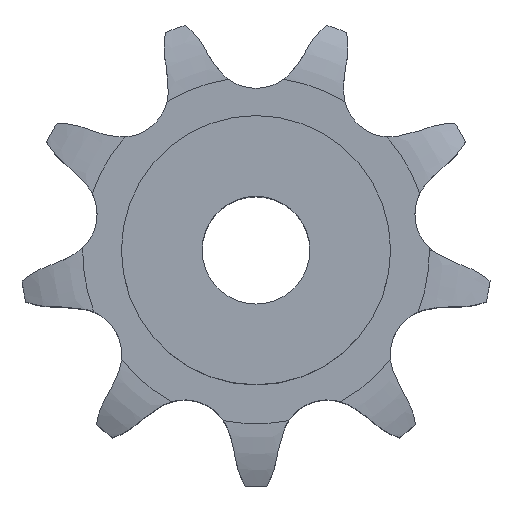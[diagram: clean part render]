
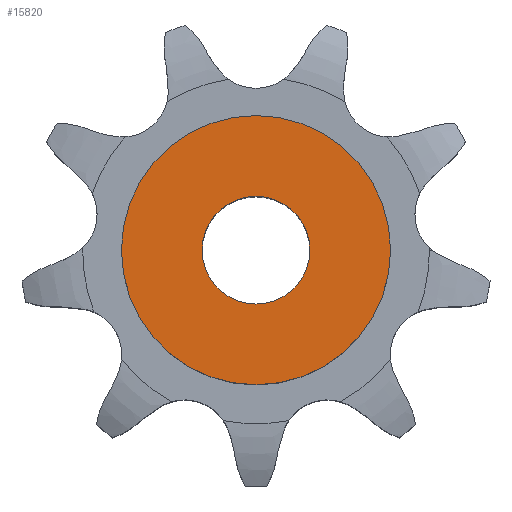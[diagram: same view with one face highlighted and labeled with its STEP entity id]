
A CAD part, top view. The second image highlights one B-rep face of the part: STEP entity #15820.
In plain terms, the highlighted planar face has unit normal (0, 0, 1).
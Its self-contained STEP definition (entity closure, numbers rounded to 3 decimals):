
#8586 = CYLINDRICAL_SURFACE('',#8587,6.);
#8587 = AXIS2_PLACEMENT_3D('',#8588,#8589,#8590);
#8588 = CARTESIAN_POINT('',(0.,0.,97.69));
#8589 = DIRECTION('',(0.,0.,1.));
#8590 = DIRECTION('',(1.,0.,0.));
#10843 = EDGE_CURVE('',#10844,#10844,#10846,.T.);
#10844 = VERTEX_POINT('',#10845);
#10845 = CARTESIAN_POINT('',(6.,0.,40.));
#10846 = SURFACE_CURVE('',#10847,(#10852,#10859),.PCURVE_S1.);
#10847 = CIRCLE('',#10848,6.);
#10848 = AXIS2_PLACEMENT_3D('',#10849,#10850,#10851);
#10849 = CARTESIAN_POINT('',(0.,0.,40.));
#10850 = DIRECTION('',(0.,0.,1.));
#10851 = DIRECTION('',(1.,0.,0.));
#10852 = PCURVE('',#8586,#10853);
#10853 = DEFINITIONAL_REPRESENTATION('',(#10854),#10858);
#10854 = LINE('',#10855,#10856);
#10855 = CARTESIAN_POINT('',(0.,-57.69));
#10856 = VECTOR('',#10857,1.);
#10857 = DIRECTION('',(1.,0.));
#10858 = ( GEOMETRIC_REPRESENTATION_CONTEXT(2) 
PARAMETRIC_REPRESENTATION_CONTEXT() REPRESENTATION_CONTEXT('2D SPACE',''
  ) );
#10859 = PCURVE('',#10860,#10865);
#10860 = PLANE('',#10861);
#10861 = AXIS2_PLACEMENT_3D('',#10862,#10863,#10864);
#10862 = CARTESIAN_POINT('',(0.,0.,40.)
  );
#10863 = DIRECTION('',(0.,0.,1.));
#10864 = DIRECTION('',(1.,0.,0.));
#10865 = DEFINITIONAL_REPRESENTATION('',(#10866),#10870);
#10866 = CIRCLE('',#10867,6.);
#10867 = AXIS2_PLACEMENT_2D('',#10868,#10869);
#10868 = CARTESIAN_POINT('',(0.,0.));
#10869 = DIRECTION('',(1.,0.));
#10870 = ( GEOMETRIC_REPRESENTATION_CONTEXT(2) 
PARAMETRIC_REPRESENTATION_CONTEXT() REPRESENTATION_CONTEXT('2D SPACE',''
  ) );
#15820 = ADVANCED_FACE('',(#15821,#15852),#10860,.T.);
#15821 = FACE_BOUND('',#15822,.T.);
#15822 = EDGE_LOOP('',(#15823));
#15823 = ORIENTED_EDGE('',*,*,#15824,.T.);
#15824 = EDGE_CURVE('',#15825,#15825,#15827,.T.);
#15825 = VERTEX_POINT('',#15826);
#15826 = CARTESIAN_POINT('',(15.,0.,40.));
#15827 = SURFACE_CURVE('',#15828,(#15833,#15840),.PCURVE_S1.);
#15828 = CIRCLE('',#15829,15.);
#15829 = AXIS2_PLACEMENT_3D('',#15830,#15831,#15832);
#15830 = CARTESIAN_POINT('',(0.,0.,40.));
#15831 = DIRECTION('',(0.,0.,1.));
#15832 = DIRECTION('',(1.,0.,0.));
#15833 = PCURVE('',#10860,#15834);
#15834 = DEFINITIONAL_REPRESENTATION('',(#15835),#15839);
#15835 = CIRCLE('',#15836,15.);
#15836 = AXIS2_PLACEMENT_2D('',#15837,#15838);
#15837 = CARTESIAN_POINT('',(0.,0.));
#15838 = DIRECTION('',(1.,0.));
#15839 = ( GEOMETRIC_REPRESENTATION_CONTEXT(2) 
PARAMETRIC_REPRESENTATION_CONTEXT() REPRESENTATION_CONTEXT('2D SPACE',''
  ) );
#15840 = PCURVE('',#15841,#15846);
#15841 = CYLINDRICAL_SURFACE('',#15842,15.);
#15842 = AXIS2_PLACEMENT_3D('',#15843,#15844,#15845);
#15843 = CARTESIAN_POINT('',(0.,0.,0.));
#15844 = DIRECTION('',(-0.,-0.,-1.));
#15845 = DIRECTION('',(1.,0.,0.));
#15846 = DEFINITIONAL_REPRESENTATION('',(#15847),#15851);
#15847 = LINE('',#15848,#15849);
#15848 = CARTESIAN_POINT('',(-0.,-40.));
#15849 = VECTOR('',#15850,1.);
#15850 = DIRECTION('',(-1.,0.));
#15851 = ( GEOMETRIC_REPRESENTATION_CONTEXT(2) 
PARAMETRIC_REPRESENTATION_CONTEXT() REPRESENTATION_CONTEXT('2D SPACE',''
  ) );
#15852 = FACE_BOUND('',#15853,.T.);
#15853 = EDGE_LOOP('',(#15854));
#15854 = ORIENTED_EDGE('',*,*,#10843,.F.);
